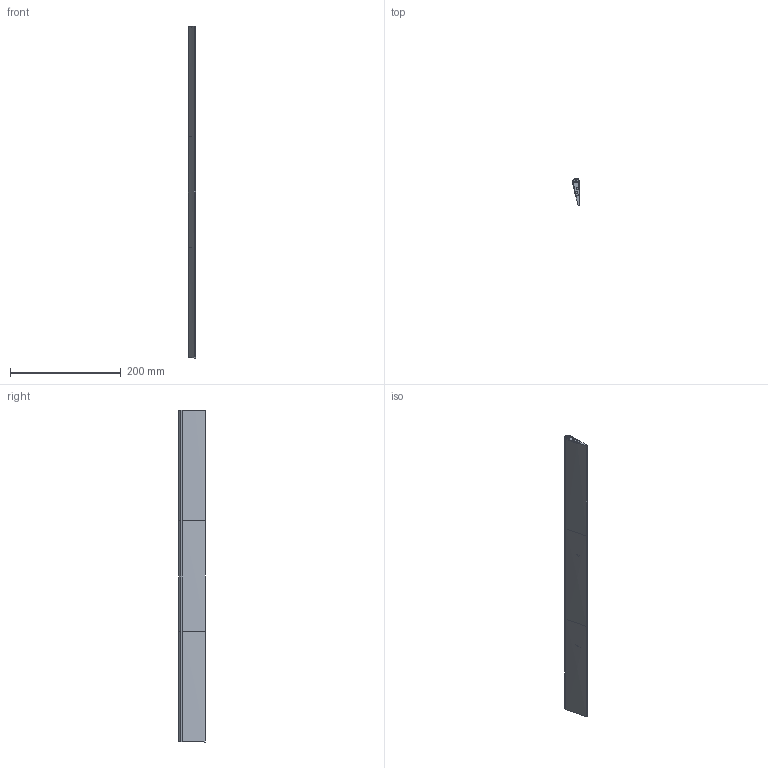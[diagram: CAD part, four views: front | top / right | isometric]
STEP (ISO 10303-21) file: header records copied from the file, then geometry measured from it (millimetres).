
FILE_DESCRIPTION(/* description */ (''),/* implementation_level */ '2;1');
FILE_NAME(/* name */ 'AlerionLeft.stp',/* time_stamp */ '2026-01-25T14:21:30-05:00',/* author */ ('mateo'),/* organization */ (''),/* preprocessor_version */ 'ST-DEVELOPER v20.1',/* originating_system */ 'Autodesk Inventor 2026',/* authorisation */ '');
FILE_SCHEMA (('AUTOMOTIVE_DESIGN { 1 0 10303 214 3 1 1 }'));
Length unit declared in the file: millimetre
Products named in the file (1): AlerionLeft
Bounding box: 12.68 x 48.5 x 600 mm (x, y, z)
Volume: 217473.1 mm3; surface area: 86315.3 mm2
Topology: 3 solids, 3 shells, 59 faces, 136 edges, 90 vertices
Faces by surface type: plane 29, bspline 18, cylinder 12
Full cylindrical faces by diameter (mm): 1.5 x4, 4 x3
Entity records: 2676 total; most frequent: CARTESIAN_POINT 1392, ORIENTED_EDGE 256, DIRECTION 218, EDGE_CURVE 128, VERTEX_POINT 84, AXIS2_PLACEMENT_3D 80, EDGE_LOOP 74, FACE_OUTER_BOUND 59
